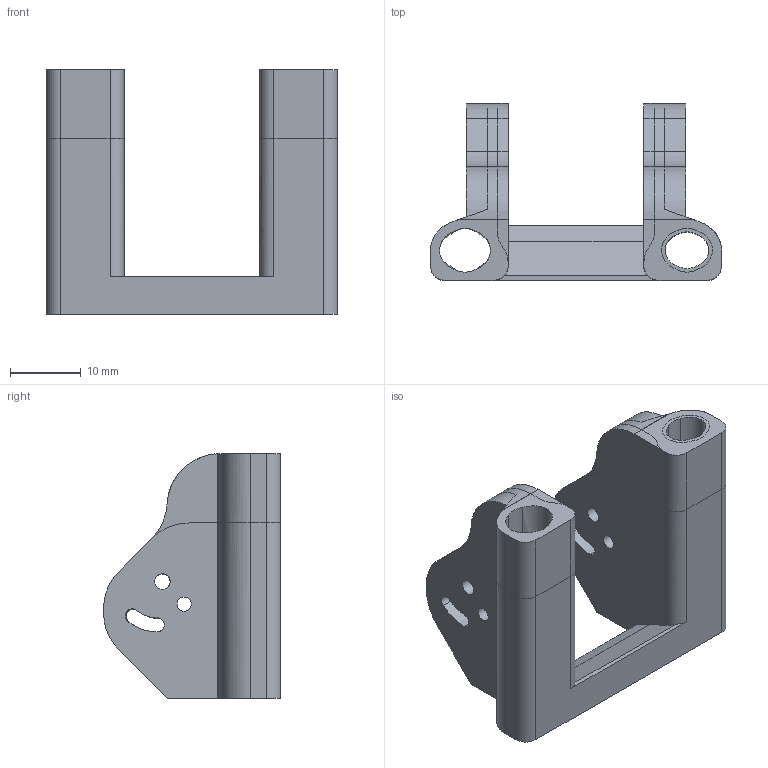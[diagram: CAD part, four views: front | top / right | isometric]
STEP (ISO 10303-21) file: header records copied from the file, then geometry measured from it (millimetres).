
FILE_DESCRIPTION(/* description */ (''),/* implementation_level */ '2;1');
FILE_NAME(/* name */ 'mark4_cam_mounts.step',/* time_stamp */ '2024-05-23T16:32:43+03:00',/* author */ (''),/* organization */ (''),/* preprocessor_version */ 'ST-DEVELOPER v20',/* originating_system */ 'Autodesk Translation Framework v12.20.1.177',/* authorisation */ '');
FILE_SCHEMA (('AUTOMOTIVE_DESIGN { 1 0 10303 214 3 1 1 }'));
Length unit declared in the file: millimetre
Products named in the file (2): mark4_mounts; NightCat3 v1
Assembly tree (1 placements, depth 2):
  mark4_mounts
    NightCat3 v1
Bounding box: 41.18 x 25.03 x 34.6 mm (x, y, z)
Volume: 24860.7 mm3; surface area: 22221.3 mm2
Topology: 4 solids, 4 shells, 230 faces, 666 edges, 444 vertices
Faces by surface type: cylinder 116, plane 88, bspline 26
Full cylindrical faces by diameter (mm): 2 x8, 2.2 x8
Entity records: 8983 total; most frequent: CARTESIAN_POINT 2739, ORIENTED_EDGE 1332, DIRECTION 1242, EDGE_CURVE 666, AXIS2_PLACEMENT_3D 459, VERTEX_POINT 444, LINE 324, VECTOR 324
